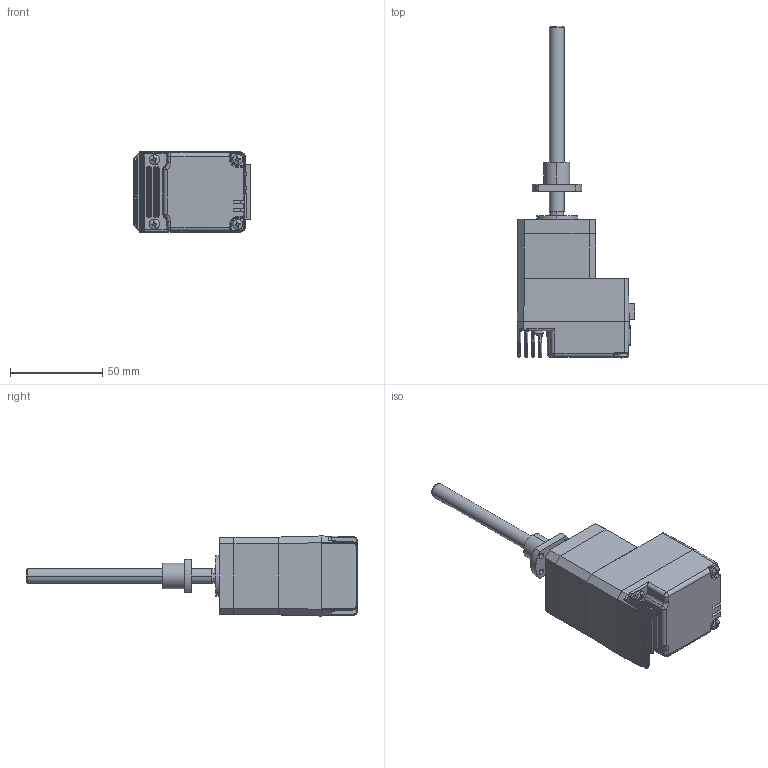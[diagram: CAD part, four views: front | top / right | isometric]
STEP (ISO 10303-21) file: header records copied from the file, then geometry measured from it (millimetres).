
FILE_DESCRIPTION (( 'STEP AP203' ), '1' );
FILE_NAME ('TSM17Q-2RG-B0801-105-AK1-0.STEP', '2019-11-13T06:36:40', ( 'Sky123.Org' ), ( 'Sky123.Org' ), 'SwSTEP 2.0', 'SolidWorks 2014', '' );
FILE_SCHEMA (( 'CONFIG_CONTROL_DESIGN' ));
Length unit declared in the file: millimetre
Products named in the file (1): TSM17Q-2RG-B0801-105-AK1-0
Bounding box: 64.11 x 180.37 x 43.53 mm (x, y, z)
Surface area: 33246.1 mm2 (no closed solid volume)
Topology: 0 solids, 21 shells, 448 faces, 1487 edges, 1043 vertices
Faces by surface type: plane 244, cylinder 124, bspline 56, cone 16, sphere 8
Entity records: 18471 total; most frequent: CARTESIAN_POINT 5985, DIRECTION 2446, ORIENTED_EDGE 2388, EDGE_CURVE 1483, VERTEX_POINT 1043, LINE 954, VECTOR 954, AXIS2_PLACEMENT_3D 746
